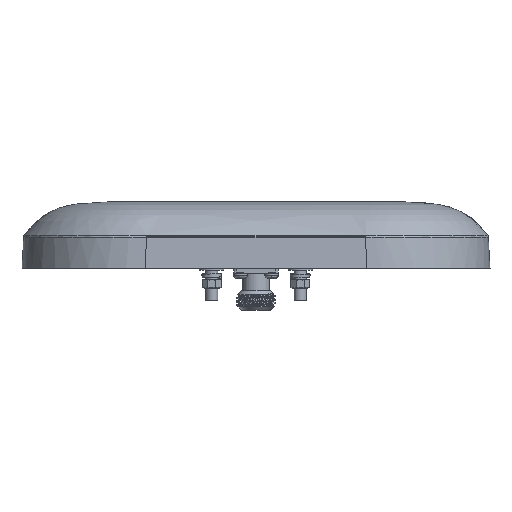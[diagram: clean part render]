
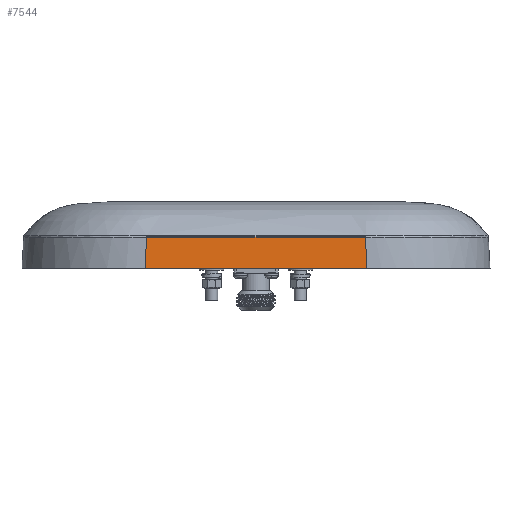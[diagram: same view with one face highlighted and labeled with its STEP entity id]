
A CAD part, front view. The second image highlights one B-rep face of the part: STEP entity #7544.
In plain terms, the highlighted planar face has unit normal (0, -0.999, 0.052).
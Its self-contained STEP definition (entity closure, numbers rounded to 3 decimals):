
#635 = DIRECTION ( 'NONE',  ( 0., -0.052, -0.999 ) ) ;
#1499 = CARTESIAN_POINT ( 'NONE',  ( 22.446, -94.334, 12.714 ) ) ;
#2803 = ORIENTED_EDGE ( 'NONE', *, *, #40015, .F. ) ;
#3440 = EDGE_LOOP ( 'NONE', ( #24955, #2803, #33165, #29404 ) ) ;
#4448 = CARTESIAN_POINT ( 'NONE',  ( 32.232, -94.334, 12.705 ) ) ;
#4700 = VERTEX_POINT ( 'NONE', #36905 ) ;
#5436 = LINE ( 'NONE', #9033, #22981 ) ;
#5511 = VECTOR ( 'NONE', #35509, 1000. ) ;
#7544 = ADVANCED_FACE ( 'NONE', ( #25565 ), #26173, .T. ) ;
#9033 = CARTESIAN_POINT ( 'NONE',  ( -45.205, -95.136, -2.603 ) ) ;
#9342 = LINE ( 'NONE', #22240, #5511 ) ;
#9467 = VERTEX_POINT ( 'NONE', #15346 ) ;
#11362 = CARTESIAN_POINT ( 'NONE',  ( 45.069, -95., 0. ) ) ;
#11401 = CARTESIAN_POINT ( 'NONE',  ( 44.403, -94.332, 12.693 ) ) ;
#11535 = EDGE_CURVE ( 'NONE', #9467, #21670, #36010, .T. ) ;
#12407 = DIRECTION ( 'NONE',  ( 0.052, 0.052, 0.997 ) ) ;
#14557 = CARTESIAN_POINT ( 'NONE',  ( 7.645, -94.333, 12.726 ) ) ;
#14771 = CARTESIAN_POINT ( 'NONE',  ( 2.629, -94.333, 12.729 ) ) ;
#14984 = VECTOR ( 'NONE', #33800, 1000. ) ;
#15346 = CARTESIAN_POINT ( 'NONE',  ( 44.403, -94.332, 12.693 ) ) ;
#16067 = VERTEX_POINT ( 'NONE', #11362 ) ;
#17300 = CARTESIAN_POINT ( 'NONE',  ( -44.403, -94.331, 12.693 ) ) ;
#17958 = CARTESIAN_POINT ( 'NONE',  ( 95., -95., 0. ) ) ;
#20508 = LINE ( 'NONE', #17958, #14984 ) ;
#20945 = EDGE_CURVE ( 'NONE', #16067, #9467, #9342, .T. ) ;
#21670 = VERTEX_POINT ( 'NONE', #24020 ) ;
#22240 = CARTESIAN_POINT ( 'NONE',  ( 45.069, -95., 0. ) ) ;
#22981 = VECTOR ( 'NONE', #12407, 1000. ) ;
#24020 = CARTESIAN_POINT ( 'NONE',  ( -44.403, -94.331, 12.693 ) ) ;
#24779 = AXIS2_PLACEMENT_3D ( 'NONE', #28947, #32101, #635 ) ;
#24955 = ORIENTED_EDGE ( 'NONE', *, *, #35038, .F. ) ;
#25565 = FACE_OUTER_BOUND ( 'NONE', #3440, .T. ) ;
#26173 = PLANE ( 'NONE',  #24779 ) ;
#27444 = CARTESIAN_POINT ( 'NONE',  ( -5.257, -94.333, 12.729 ) ) ;
#28947 = CARTESIAN_POINT ( 'NONE',  ( -95., -95., 0. ) ) ;
#29404 = ORIENTED_EDGE ( 'NONE', *, *, #11535, .T. ) ;
#32101 = DIRECTION ( 'NONE',  ( 0., -0.999, 0.052 ) ) ;
#33165 = ORIENTED_EDGE ( 'NONE', *, *, #20945, .T. ) ;
#33800 = DIRECTION ( 'NONE',  ( -1., 0., 0. ) ) ;
#35038 = EDGE_CURVE ( 'NONE', #4700, #21670, #5436, .T. ) ;
#35509 = DIRECTION ( 'NONE',  ( -0.052, 0.052, 0.997 ) ) ;
#36010 = B_SPLINE_CURVE_WITH_KNOTS ( 'NONE', 3,
 ( #11401, #4448, #1499, #14557, #14771, #27444, #40334, #17300 ),
 .UNSPECIFIED., .F., .F.,
 ( 4, 2, 2, 4 ),
 ( 0., 0.25, 0.5, 1. ),
 .UNSPECIFIED. ) ;
#36905 = CARTESIAN_POINT ( 'NONE',  ( -45.069, -95., 0. ) ) ;
#40015 = EDGE_CURVE ( 'NONE', #16067, #4700, #20508, .T. ) ;
#40334 = CARTESIAN_POINT ( 'NONE',  ( -20.058, -94.334, 12.717 ) ) ;
